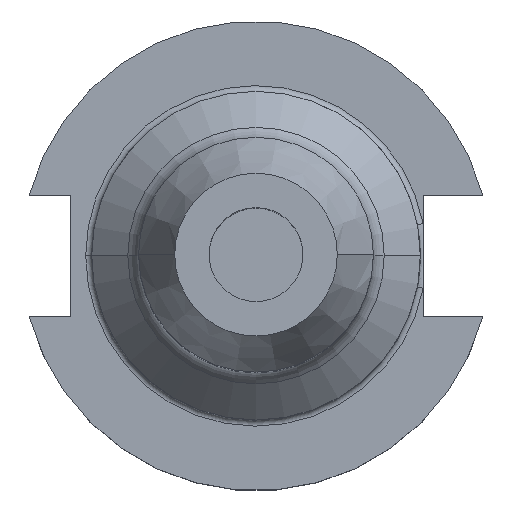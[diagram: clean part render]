
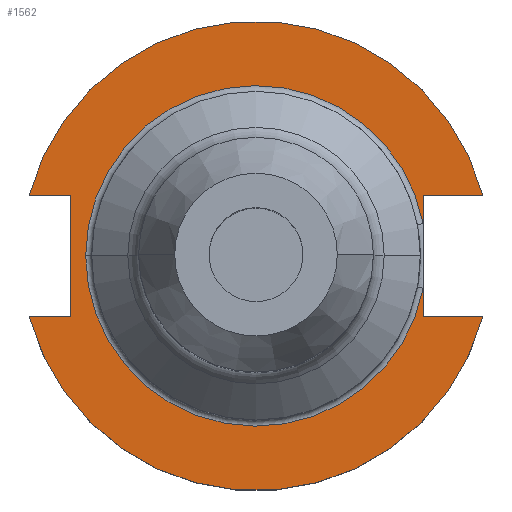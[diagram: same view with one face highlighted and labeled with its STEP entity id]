
A CAD part, top view. The second image highlights one B-rep face of the part: STEP entity #1562.
In plain terms, the highlighted planar face has unit normal (0, 0, 1).
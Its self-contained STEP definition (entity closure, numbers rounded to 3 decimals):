
#21 = VERTEX_POINT ( 'NONE', #844 ) ;
#32 = LINE ( 'NONE', #1365, #357 ) ;
#34 = ORIENTED_EDGE ( 'NONE', *, *, #693, .T. ) ;
#58 = EDGE_CURVE ( 'NONE', #493, #1756, #160, .T. ) ;
#65 = CIRCLE ( 'NONE', #349, 31.75 ) ;
#95 = CARTESIAN_POINT ( 'NONE',  ( -25.091, 8.191, 19.05 ) ) ;
#96 = ORIENTED_EDGE ( 'NONE', *, *, #401, .T. ) ;
#103 = CIRCLE ( 'NONE', #255, 23.025 ) ;
#109 = DIRECTION ( 'NONE',  ( 0., -1., 0. ) ) ;
#129 = ORIENTED_EDGE ( 'NONE', *, *, #788, .T. ) ;
#160 = LINE ( 'NONE', #831, #1217 ) ;
#198 = ORIENTED_EDGE ( 'NONE', *, *, #826, .T. ) ;
#241 = DIRECTION ( 'NONE',  ( -1., 0., 0. ) ) ;
#248 = CARTESIAN_POINT ( 'NONE',  ( -23.025, 0., 19.05 ) ) ;
#251 = VERTEX_POINT ( 'NONE', #823 ) ;
#254 = DIRECTION ( 'NONE',  ( 0., 0., -1. ) ) ;
#255 = AXIS2_PLACEMENT_3D ( 'NONE', #1527, #1486, #1640 ) ;
#267 = PLANE ( 'NONE',  #1008 ) ;
#268 = EDGE_CURVE ( 'NONE', #493, #251, #602, .T. ) ;
#276 = CARTESIAN_POINT ( 'NONE',  ( 0., 22.225, 19.05 ) ) ;
#293 = ORIENTED_EDGE ( 'NONE', *, *, #1605, .F. ) ;
#300 = VERTEX_POINT ( 'NONE', #1251 ) ;
#325 = CARTESIAN_POINT ( 'NONE',  ( -25.091, 8.191, 19.05 ) ) ;
#349 = AXIS2_PLACEMENT_3D ( 'NONE', #1213, #1592, #1312 ) ;
#357 = VECTOR ( 'NONE', #626, 1000. ) ;
#401 = EDGE_CURVE ( 'NONE', #251, #1361, #103, .T. ) ;
#405 = EDGE_CURVE ( 'NONE', #1738, #1756, #65, .T. ) ;
#439 = LINE ( 'NONE', #882, #482 ) ;
#482 = VECTOR ( 'NONE', #879, 1000. ) ;
#493 = VERTEX_POINT ( 'NONE', #1477 ) ;
#497 = CARTESIAN_POINT ( 'NONE',  ( -25.091, -8.191, 19.05 ) ) ;
#511 = VERTEX_POINT ( 'NONE', #325 ) ;
#602 = LINE ( 'NONE', #1126, #1632 ) ;
#613 = CARTESIAN_POINT ( 'NONE',  ( 0., 8.191, 19.05 ) ) ;
#620 = VERTEX_POINT ( 'NONE', #497 ) ;
#626 = DIRECTION ( 'NONE',  ( 0., 1., 0. ) ) ;
#636 = LINE ( 'NONE', #95, #1354 ) ;
#660 = CIRCLE ( 'NONE', #733, 31.75 ) ;
#667 = ORIENTED_EDGE ( 'NONE', *, *, #1058, .F. ) ;
#693 = EDGE_CURVE ( 'NONE', #300, #1609, #660, .T. ) ;
#705 = ORIENTED_EDGE ( 'NONE', *, *, #58, .F. ) ;
#733 = AXIS2_PLACEMENT_3D ( 'NONE', #1698, #1540, #1451 ) ;
#757 = CARTESIAN_POINT ( 'NONE',  ( -30.675, 8.191, 19.05 ) ) ;
#771 = ORIENTED_EDGE ( 'NONE', *, *, #772, .T. ) ;
#772 = EDGE_CURVE ( 'NONE', #1609, #511, #439, .T. ) ;
#788 = EDGE_CURVE ( 'NONE', #1361, #797, #1092, .T. ) ;
#793 = DIRECTION ( 'NONE',  ( 1., 0., 0. ) ) ;
#797 = VERTEX_POINT ( 'NONE', #1009 ) ;
#823 = CARTESIAN_POINT ( 'NONE',  ( 22.606, -4.373, 19.05 ) ) ;
#826 = EDGE_CURVE ( 'NONE', #797, #21, #32, .T. ) ;
#831 = CARTESIAN_POINT ( 'NONE',  ( 0., -8.191, 19.05 ) ) ;
#844 = CARTESIAN_POINT ( 'NONE',  ( 22.606, 8.191, 19.05 ) ) ;
#873 = ORIENTED_EDGE ( 'NONE', *, *, #268, .T. ) ;
#879 = DIRECTION ( 'NONE',  ( 1., 0., 0. ) ) ;
#882 = CARTESIAN_POINT ( 'NONE',  ( -61.091, 8.191, 19.05 ) ) ;
#954 = DIRECTION ( 'NONE',  ( -1., 0., 0. ) ) ;
#1008 = AXIS2_PLACEMENT_3D ( 'NONE', #276, #254, #241 ) ;
#1009 = CARTESIAN_POINT ( 'NONE',  ( 22.606, 4.373, 19.05 ) ) ;
#1058 = EDGE_CURVE ( 'NONE', #1738, #620, #1584, .T. ) ;
#1089 = FACE_OUTER_BOUND ( 'NONE', #1352, .T. ) ;
#1092 = CIRCLE ( 'NONE', #1367, 23.025 ) ;
#1112 = ORIENTED_EDGE ( 'NONE', *, *, #1576, .T. ) ;
#1126 = CARTESIAN_POINT ( 'NONE',  ( 22.606, 22.225, 19.05 ) ) ;
#1132 = DIRECTION ( 'NONE',  ( 0., 1., 0. ) ) ;
#1165 = CARTESIAN_POINT ( 'NONE',  ( 0., 0., 19.05 ) ) ;
#1171 = DIRECTION ( 'NONE',  ( 0., 0., -1. ) ) ;
#1213 = CARTESIAN_POINT ( 'NONE',  ( 0., 0., 19.05 ) ) ;
#1217 = VECTOR ( 'NONE', #793, 1000. ) ;
#1225 = DIRECTION ( 'NONE',  ( -1., 0., 0. ) ) ;
#1251 = CARTESIAN_POINT ( 'NONE',  ( 30.675, 8.191, 19.05 ) ) ;
#1311 = VECTOR ( 'NONE', #954, 1000. ) ;
#1312 = DIRECTION ( 'NONE',  ( 1., 0., 0. ) ) ;
#1352 = EDGE_LOOP ( 'NONE', ( #873, #96, #129, #198, #293, #34, #771, #1112, #667, #1669, #705 ) ) ;
#1354 = VECTOR ( 'NONE', #109, 1000. ) ;
#1361 = VERTEX_POINT ( 'NONE', #248 ) ;
#1365 = CARTESIAN_POINT ( 'NONE',  ( 22.606, 22.225, 19.05 ) ) ;
#1367 = AXIS2_PLACEMENT_3D ( 'NONE', #1165, #1171, #1225 ) ;
#1451 = DIRECTION ( 'NONE',  ( 1., 0., 0. ) ) ;
#1477 = CARTESIAN_POINT ( 'NONE',  ( 22.606, -8.191, 19.05 ) ) ;
#1486 = DIRECTION ( 'NONE',  ( 0., 0., -1. ) ) ;
#1495 = CARTESIAN_POINT ( 'NONE',  ( 30.675, -8.191, 19.05 ) ) ;
#1518 = CARTESIAN_POINT ( 'NONE',  ( -30.675, -8.191, 19.05 ) ) ;
#1527 = CARTESIAN_POINT ( 'NONE',  ( 0., 0., 19.05 ) ) ;
#1540 = DIRECTION ( 'NONE',  ( 0., 0., 1. ) ) ;
#1562 = ADVANCED_FACE ( 'NONE', ( #1089 ), #267, .F. ) ;
#1566 = CARTESIAN_POINT ( 'NONE',  ( -61.091, -8.191, 19.05 ) ) ;
#1576 = EDGE_CURVE ( 'NONE', #511, #620, #636, .T. ) ;
#1584 = LINE ( 'NONE', #1566, #1623 ) ;
#1592 = DIRECTION ( 'NONE',  ( 0., 0., 1. ) ) ;
#1605 = EDGE_CURVE ( 'NONE', #300, #21, #1660, .T. ) ;
#1609 = VERTEX_POINT ( 'NONE', #757 ) ;
#1623 = VECTOR ( 'NONE', #1672, 1000. ) ;
#1632 = VECTOR ( 'NONE', #1132, 1000. ) ;
#1640 = DIRECTION ( 'NONE',  ( -1., 0., 0. ) ) ;
#1660 = LINE ( 'NONE', #613, #1311 ) ;
#1669 = ORIENTED_EDGE ( 'NONE', *, *, #405, .T. ) ;
#1672 = DIRECTION ( 'NONE',  ( 1., 0., 0. ) ) ;
#1698 = CARTESIAN_POINT ( 'NONE',  ( 0., 0., 19.05 ) ) ;
#1738 = VERTEX_POINT ( 'NONE', #1518 ) ;
#1756 = VERTEX_POINT ( 'NONE', #1495 ) ;
